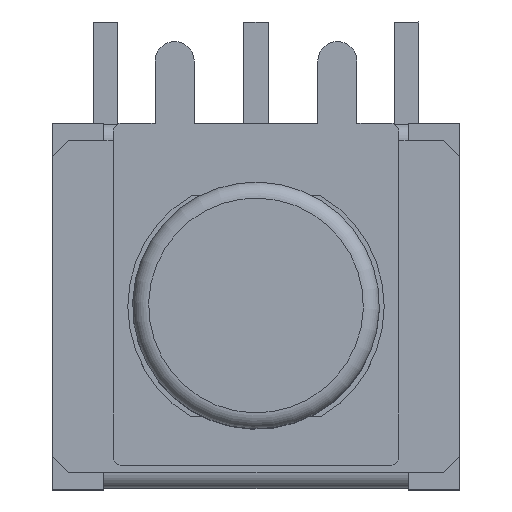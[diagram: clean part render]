
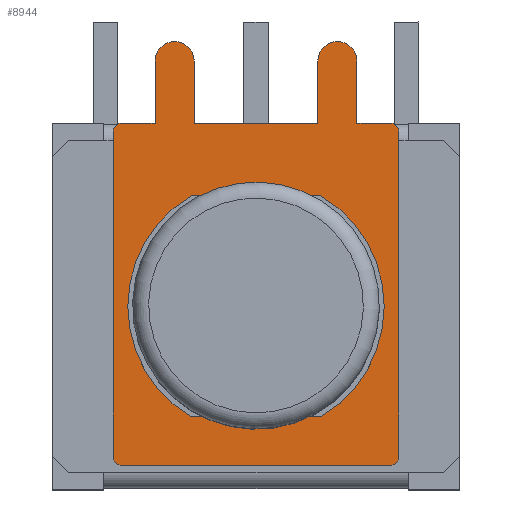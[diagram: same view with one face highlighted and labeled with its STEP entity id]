
A CAD part, top view. The second image highlights one B-rep face of the part: STEP entity #8944.
In plain terms, the highlighted planar face has unit normal (0, 0, 1).
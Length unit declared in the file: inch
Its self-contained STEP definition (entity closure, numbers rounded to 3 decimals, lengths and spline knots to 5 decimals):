
#151=FACE_BOUND('',#3313,.T.);
#1101=LINE('',#15537,#2003);
#1102=LINE('',#15541,#2004);
#1103=LINE('',#15543,#2005);
#1104=LINE('',#15547,#2006);
#1105=LINE('',#15549,#2007);
#1106=LINE('',#15551,#2008);
#1107=LINE('',#15555,#2009);
#1108=LINE('',#15557,#2010);
#1109=LINE('',#15561,#2011);
#1110=LINE('',#15564,#2012);
#1111=LINE('',#15569,#2013);
#1112=LINE('',#15572,#2014);
#2003=VECTOR('',#11757,0.3937);
#2004=VECTOR('',#11760,0.3937);
#2005=VECTOR('',#11761,0.3937);
#2006=VECTOR('',#11764,0.3937);
#2007=VECTOR('',#11765,0.3937);
#2008=VECTOR('',#11766,0.3937);
#2009=VECTOR('',#11769,0.3937);
#2010=VECTOR('',#11770,0.3937);
#2011=VECTOR('',#11773,0.3937);
#2012=VECTOR('',#11776,0.3937);
#2013=VECTOR('',#11779,0.3937);
#2014=VECTOR('',#11782,0.3937);
#2327=PLANE('',#9627);
#2799=FACE_OUTER_BOUND('',#3312,.T.);
#3312=EDGE_LOOP('',(#8245,#8246,#8247,#8248,#8249,#8250,#8251,#8252,#8253,
#8254,#8255,#8256,#8257,#8258,#8259,#8260));
#3313=EDGE_LOOP('',(#8261,#8262,#8263,#8264));
#3570=CIRCLE('',#9628,0.00984);
#3571=CIRCLE('',#9629,0.00984);
#3572=CIRCLE('',#9630,0.02402);
#3573=CIRCLE('',#9631,0.02402);
#3574=CIRCLE('',#9632,0.00984);
#3575=CIRCLE('',#9633,0.00984);
#3576=CIRCLE('',#9634,0.15748);
#3577=CIRCLE('',#9635,0.15748);
#4502=VERTEX_POINT('',#15533);
#4503=VERTEX_POINT('',#15534);
#4504=VERTEX_POINT('',#15536);
#4505=VERTEX_POINT('',#15538);
#4506=VERTEX_POINT('',#15540);
#4507=VERTEX_POINT('',#15542);
#4508=VERTEX_POINT('',#15544);
#4509=VERTEX_POINT('',#15546);
#4510=VERTEX_POINT('',#15548);
#4511=VERTEX_POINT('',#15550);
#4512=VERTEX_POINT('',#15552);
#4513=VERTEX_POINT('',#15554);
#4514=VERTEX_POINT('',#15556);
#4515=VERTEX_POINT('',#15558);
#4516=VERTEX_POINT('',#15560);
#4517=VERTEX_POINT('',#15562);
#4518=VERTEX_POINT('',#15565);
#4519=VERTEX_POINT('',#15566);
#4520=VERTEX_POINT('',#15568);
#4521=VERTEX_POINT('',#15570);
#5764=EDGE_CURVE('',#4502,#4503,#3570,.T.);
#5765=EDGE_CURVE('',#4504,#4502,#1101,.T.);
#5766=EDGE_CURVE('',#4505,#4504,#3571,.T.);
#5767=EDGE_CURVE('',#4506,#4505,#1102,.T.);
#5768=EDGE_CURVE('',#4507,#4506,#1103,.T.);
#5769=EDGE_CURVE('',#4508,#4507,#3572,.T.);
#5770=EDGE_CURVE('',#4509,#4508,#1104,.T.);
#5771=EDGE_CURVE('',#4510,#4509,#1105,.T.);
#5772=EDGE_CURVE('',#4511,#4510,#1106,.T.);
#5773=EDGE_CURVE('',#4512,#4511,#3573,.T.);
#5774=EDGE_CURVE('',#4513,#4512,#1107,.T.);
#5775=EDGE_CURVE('',#4514,#4513,#1108,.T.);
#5776=EDGE_CURVE('',#4515,#4514,#3574,.T.);
#5777=EDGE_CURVE('',#4516,#4515,#1109,.T.);
#5778=EDGE_CURVE('',#4517,#4516,#3575,.T.);
#5779=EDGE_CURVE('',#4517,#4503,#1110,.T.);
#5780=EDGE_CURVE('',#4518,#4519,#3576,.T.);
#5781=EDGE_CURVE('',#4520,#4518,#1111,.T.);
#5782=EDGE_CURVE('',#4521,#4520,#3577,.T.);
#5783=EDGE_CURVE('',#4519,#4521,#1112,.T.);
#8245=ORIENTED_EDGE('',*,*,#5764,.F.);
#8246=ORIENTED_EDGE('',*,*,#5765,.F.);
#8247=ORIENTED_EDGE('',*,*,#5766,.F.);
#8248=ORIENTED_EDGE('',*,*,#5767,.F.);
#8249=ORIENTED_EDGE('',*,*,#5768,.F.);
#8250=ORIENTED_EDGE('',*,*,#5769,.F.);
#8251=ORIENTED_EDGE('',*,*,#5770,.F.);
#8252=ORIENTED_EDGE('',*,*,#5771,.F.);
#8253=ORIENTED_EDGE('',*,*,#5772,.F.);
#8254=ORIENTED_EDGE('',*,*,#5773,.F.);
#8255=ORIENTED_EDGE('',*,*,#5774,.F.);
#8256=ORIENTED_EDGE('',*,*,#5775,.F.);
#8257=ORIENTED_EDGE('',*,*,#5776,.F.);
#8258=ORIENTED_EDGE('',*,*,#5777,.F.);
#8259=ORIENTED_EDGE('',*,*,#5778,.F.);
#8260=ORIENTED_EDGE('',*,*,#5779,.T.);
#8261=ORIENTED_EDGE('',*,*,#5780,.F.);
#8262=ORIENTED_EDGE('',*,*,#5781,.F.);
#8263=ORIENTED_EDGE('',*,*,#5782,.F.);
#8264=ORIENTED_EDGE('',*,*,#5783,.F.);
#8944=ADVANCED_FACE('',(#2799,#151),#2327,.F.);
#9627=AXIS2_PLACEMENT_3D('',#15532,#11753,#11754);
#9628=AXIS2_PLACEMENT_3D('',#15535,#11755,#11756);
#9629=AXIS2_PLACEMENT_3D('',#15539,#11758,#11759);
#9630=AXIS2_PLACEMENT_3D('',#15545,#11762,#11763);
#9631=AXIS2_PLACEMENT_3D('',#15553,#11767,#11768);
#9632=AXIS2_PLACEMENT_3D('',#15559,#11771,#11772);
#9633=AXIS2_PLACEMENT_3D('',#15563,#11774,#11775);
#9634=AXIS2_PLACEMENT_3D('',#15567,#11777,#11778);
#9635=AXIS2_PLACEMENT_3D('',#15571,#11780,#11781);
#11753=DIRECTION('center_axis',(0.,0.,
-1.));
#11754=DIRECTION('ref_axis',(1.,0.,0.));
#11755=DIRECTION('center_axis',(0.,0.,
-1.));
#11756=DIRECTION('ref_axis',(0.707,-0.707,0.));
#11757=DIRECTION('',(0.,-1.,0.));
#11758=DIRECTION('center_axis',(0.,0.,
-1.));
#11759=DIRECTION('ref_axis',(0.707,0.707,0.));
#11760=DIRECTION('',(1.,0.,0.));
#11761=DIRECTION('',(0.,-1.,0.));
#11762=DIRECTION('center_axis',(0.,0.,
-1.));
#11763=DIRECTION('ref_axis',(-1.,0.,0.));
#11764=DIRECTION('',(0.,1.,0.));
#11765=DIRECTION('',(1.,0.,0.));
#11766=DIRECTION('',(0.,-1.,0.));
#11767=DIRECTION('center_axis',(0.,0.,
-1.));
#11768=DIRECTION('ref_axis',(-1.,0.,0.));
#11769=DIRECTION('',(0.,1.,0.));
#11770=DIRECTION('',(1.,0.,0.));
#11771=DIRECTION('center_axis',(0.,0.,
-1.));
#11772=DIRECTION('ref_axis',(-0.707,0.707,0.));
#11773=DIRECTION('',(0.,1.,0.));
#11774=DIRECTION('center_axis',(0.,0.,
-1.));
#11775=DIRECTION('ref_axis',(-0.707,-0.707,0.));
#11776=DIRECTION('',(1.,0.,0.));
#11777=DIRECTION('center_axis',(0.,0.,
1.));
#11778=DIRECTION('ref_axis',(-0.506,0.863,0.));
#11779=DIRECTION('',(1.,0.,0.));
#11780=DIRECTION('center_axis',(0.,0.,
1.));
#11781=DIRECTION('ref_axis',(0.506,-0.863,0.));
#11782=DIRECTION('',(-1.,0.,0.));
#15532=CARTESIAN_POINT('Origin',(0.,0.05423,
0.36299));
#15533=CARTESIAN_POINT('',(0.1752,-0.18524,0.36299));
#15534=CARTESIAN_POINT('',(0.16535,-0.19508,0.36299));
#15535=CARTESIAN_POINT('Origin',(0.16535,-0.18524,0.36299));
#15536=CARTESIAN_POINT('',(0.1752,0.21516,0.36299));
#15537=CARTESIAN_POINT('',(0.1752,0.225,0.36299));
#15538=CARTESIAN_POINT('',(0.16535,0.225,0.36299));
#15539=CARTESIAN_POINT('Origin',(0.16535,0.21516,0.36299));
#15540=CARTESIAN_POINT('',(0.12402,0.225,0.36299));
#15541=CARTESIAN_POINT('',(0.12402,0.225,0.36299));
#15542=CARTESIAN_POINT('',(0.12402,0.30138,0.36299));
#15543=CARTESIAN_POINT('',(0.12402,0.30138,0.36299));
#15544=CARTESIAN_POINT('',(0.07598,0.30138,0.36299));
#15545=CARTESIAN_POINT('Origin',(0.1,0.30138,0.36299));
#15546=CARTESIAN_POINT('',(0.07598,0.225,0.36299));
#15547=CARTESIAN_POINT('',(0.07598,0.225,0.36299));
#15548=CARTESIAN_POINT('',(-0.07598,0.225,0.36299));
#15549=CARTESIAN_POINT('',(-0.07598,0.225,0.36299));
#15550=CARTESIAN_POINT('',(-0.07598,0.30138,0.36299));
#15551=CARTESIAN_POINT('',(-0.07598,0.30138,0.36299));
#15552=CARTESIAN_POINT('',(-0.12402,0.30138,0.36299));
#15553=CARTESIAN_POINT('Origin',(-0.1,0.30138,0.36299));
#15554=CARTESIAN_POINT('',(-0.12402,0.225,0.36299));
#15555=CARTESIAN_POINT('',(-0.12402,0.225,0.36299));
#15556=CARTESIAN_POINT('',(-0.16535,0.225,0.36299));
#15557=CARTESIAN_POINT('',(-0.1752,0.225,0.36299));
#15558=CARTESIAN_POINT('',(-0.1752,0.21516,0.36299));
#15559=CARTESIAN_POINT('Origin',(-0.16535,0.21516,0.36299));
#15560=CARTESIAN_POINT('',(-0.1752,-0.18524,0.36299));
#15561=CARTESIAN_POINT('',(-0.1752,-0.225,0.36299));
#15562=CARTESIAN_POINT('',(-0.16535,-0.19508,0.36299));
#15563=CARTESIAN_POINT('Origin',(-0.16535,-0.18524,
0.36299));
#15564=CARTESIAN_POINT('',(-0.0876,-0.19508,0.36299));
#15565=CARTESIAN_POINT('',(0.07969,-0.13583,0.36299));
#15566=CARTESIAN_POINT('',(0.07969,0.13583,0.36299));
#15567=CARTESIAN_POINT('Origin',(0.,0.,
0.36299));
#15568=CARTESIAN_POINT('',(-0.07969,-0.13583,0.36299));
#15569=CARTESIAN_POINT('',(0.03985,-0.13583,0.36299));
#15570=CARTESIAN_POINT('',(-0.07969,0.13583,0.36299));
#15571=CARTESIAN_POINT('Origin',(0.,0.,
0.36299));
#15572=CARTESIAN_POINT('',(-0.03985,0.13583,0.36299));
